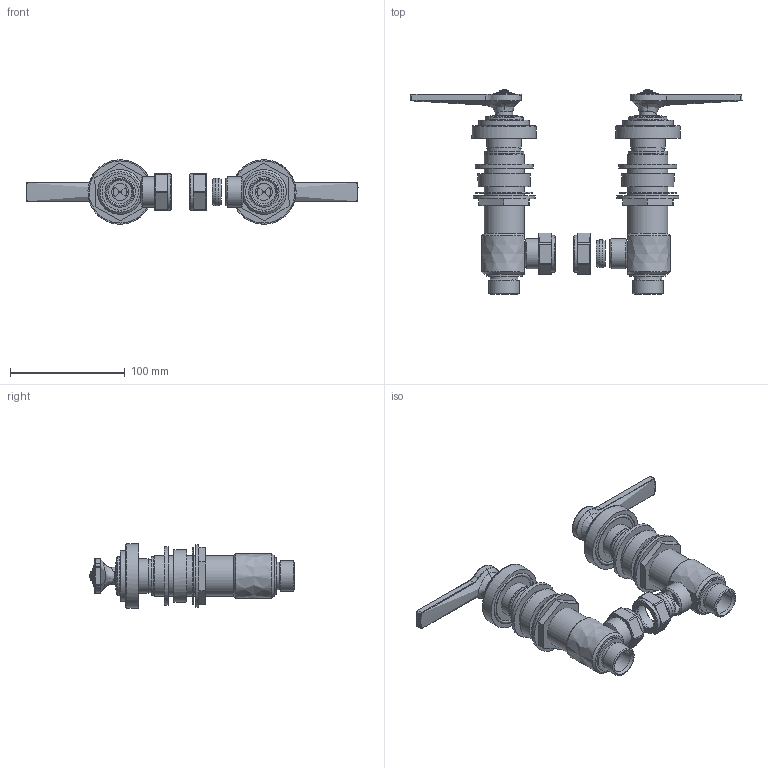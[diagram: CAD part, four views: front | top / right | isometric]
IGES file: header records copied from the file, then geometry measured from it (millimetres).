
Global section: file name: V7K42LF; native system: Autodesk Inventor 2018; preprocessor: unknown; author: clarkin; date: 20171005.104526; units: millimetre
Bounding box: 288.78 x 177.9 x 55.96 mm (x, y, z)
Volume: 308654.2 mm3; surface area: 196537.7 mm2
Topology: 54 solids, 54 shells, 1416 faces, 3794 edges, 2574 vertices
Faces by surface type: bspline 1416
